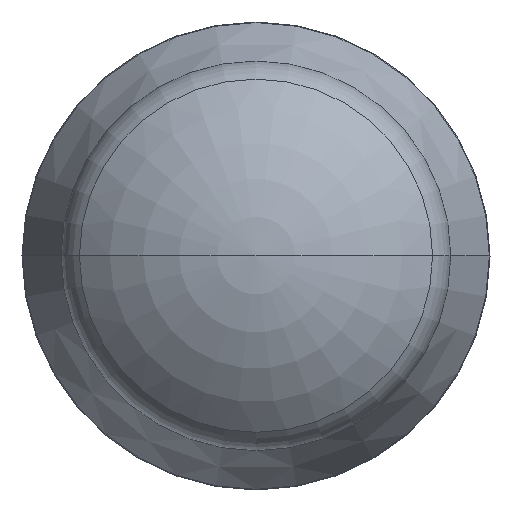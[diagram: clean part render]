
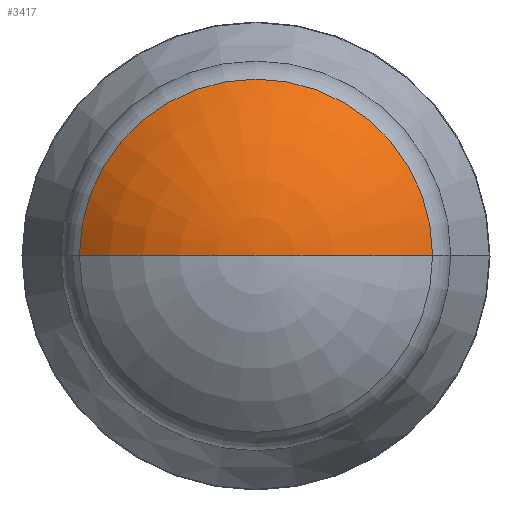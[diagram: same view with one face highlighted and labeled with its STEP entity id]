
A CAD part, top view. The second image highlights one B-rep face of the part: STEP entity #3417.
In plain terms, the highlighted toroidal (fillet/blend) face has major radius 0.074 mm and minor radius 65 mm.
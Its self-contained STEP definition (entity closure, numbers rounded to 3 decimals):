
#163 = EDGE_CURVE ( 'NONE', #1449, #2307, #2760, .T. ) ;
#198 = DIRECTION ( 'NONE',  ( 0., 0., -1. ) ) ;
#218 = CARTESIAN_POINT ( 'NONE',  ( 0.054, 0., 170.051 ) ) ;
#420 = EDGE_CURVE ( 'NONE', #1449, #1099, #450, .T. ) ;
#421 = FACE_OUTER_BOUND ( 'NONE', #2791, .T. ) ;
#450 = CIRCLE ( 'NONE', #2763, 65. ) ;
#586 = DIRECTION ( 'NONE',  ( 1., 0., 0. ) ) ;
#774 = DIRECTION ( 'NONE',  ( 0., 0., 1. ) ) ;
#818 = DIRECTION ( 'NONE',  ( -1., 0., 0. ) ) ;
#921 = AXIS2_PLACEMENT_3D ( 'NONE', #2802, #1978, #586 ) ;
#1008 = CARTESIAN_POINT ( 'NONE',  ( 0.128, 0., 170.051 ) ) ;
#1099 = VERTEX_POINT ( 'NONE', #1410 ) ;
#1104 = CARTESIAN_POINT ( 'NONE',  ( -44.866, 0., 217.032 ) ) ;
#1375 = ORIENTED_EDGE ( 'NONE', *, *, #420, .F. ) ;
#1410 = CARTESIAN_POINT ( 'NONE',  ( 0.128, 0., 235.051 ) ) ;
#1449 = VERTEX_POINT ( 'NONE', #1617 ) ;
#1477 = EDGE_CURVE ( 'NONE', #2307, #1099, #3023, .T. ) ;
#1536 = DIRECTION ( 'NONE',  ( 1., 0., 0. ) ) ;
#1617 = CARTESIAN_POINT ( 'NONE',  ( 45.123, 0., 217.032 ) ) ;
#1754 = AXIS2_PLACEMENT_3D ( 'NONE', #218, #2704, #818 ) ;
#1770 = AXIS2_PLACEMENT_3D ( 'NONE', #1008, #774, #1536 ) ;
#1791 = ORIENTED_EDGE ( 'NONE', *, *, #1477, .T. ) ;
#1978 = DIRECTION ( 'NONE',  ( 0., 0., 1. ) ) ;
#2307 = VERTEX_POINT ( 'NONE', #1104 ) ;
#2401 = CARTESIAN_POINT ( 'NONE',  ( 0.203, 0., 170.051 ) ) ;
#2704 = DIRECTION ( 'NONE',  ( 0., 1., 0. ) ) ;
#2760 = CIRCLE ( 'NONE', #921, 44.994 ) ;
#2763 = AXIS2_PLACEMENT_3D ( 'NONE', #2401, #2940, #198 ) ;
#2791 = EDGE_LOOP ( 'NONE', ( #3147, #1791, #1375 ) ) ;
#2802 = CARTESIAN_POINT ( 'NONE',  ( 0.128, 0., 217.032 ) ) ;
#2913 = TOROIDAL_SURFACE ( 'NONE', #1770, 0.075, 65. ) ;
#2940 = DIRECTION ( 'NONE',  ( 0., -1., 0. ) ) ;
#3023 = CIRCLE ( 'NONE', #1754, 65. ) ;
#3147 = ORIENTED_EDGE ( 'NONE', *, *, #163, .T. ) ;
#3417 = ADVANCED_FACE ( 'NONE', ( #421 ), #2913, .T. ) ;
